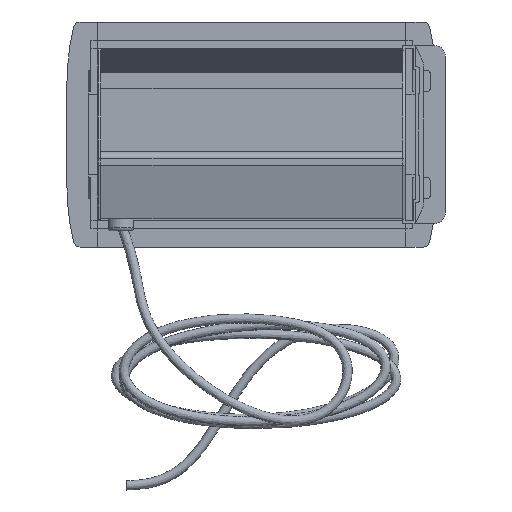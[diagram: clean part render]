
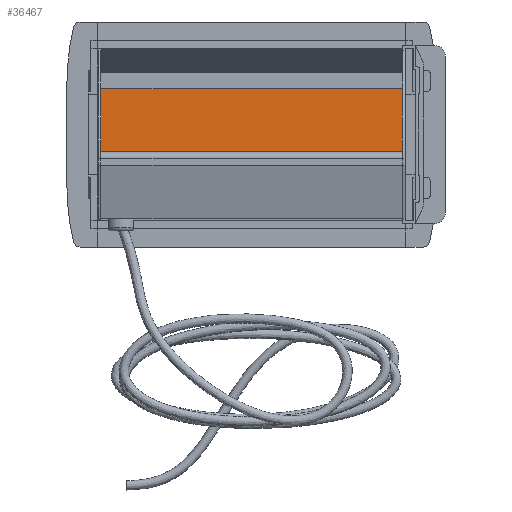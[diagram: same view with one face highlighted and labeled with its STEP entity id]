
A CAD part, front view. The second image highlights one B-rep face of the part: STEP entity #36467.
In plain terms, the highlighted planar face has unit normal (0, -1, 0).
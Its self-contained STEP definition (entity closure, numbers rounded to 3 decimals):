
#5627=FACE_OUTER_BOUND('',#8712,.T.);
#8712=EDGE_LOOP('',(#32431,#32432,#32433,#32434));
#11786=LINE('',#62520,#14902);
#11814=LINE('',#62578,#14930);
#11816=LINE('',#62582,#14932);
#11817=LINE('',#62583,#14933);
#14902=VECTOR('',#51124,10.);
#14930=VECTOR('',#51176,10.);
#14932=VECTOR('',#51180,10.);
#14933=VECTOR('',#51181,10.);
#18073=VERTEX_POINT('',#62517);
#18074=VERTEX_POINT('',#62519);
#18092=VERTEX_POINT('',#62577);
#18093=VERTEX_POINT('',#62581);
#22860=EDGE_CURVE('',#18074,#18073,#11786,.T.);
#22890=EDGE_CURVE('',#18074,#18092,#11814,.T.);
#22892=EDGE_CURVE('',#18073,#18093,#11816,.T.);
#22893=EDGE_CURVE('',#18093,#18092,#11817,.T.);
#32431=ORIENTED_EDGE('',*,*,#22860,.T.);
#32432=ORIENTED_EDGE('',*,*,#22892,.T.);
#32433=ORIENTED_EDGE('',*,*,#22893,.T.);
#32434=ORIENTED_EDGE('',*,*,#22890,.F.);
#34098=PLANE('',#40369);
#36467=ADVANCED_FACE('',(#5627),#34098,.T.);
#40369=AXIS2_PLACEMENT_3D('',#62580,#51178,#51179);
#51124=DIRECTION('',(0.,0.,-1.));
#51176=DIRECTION('',(1.,0.,0.));
#51178=DIRECTION('center_axis',(0.,-1.,0.));
#51179=DIRECTION('ref_axis',(0.,0.,-1.));
#51180=DIRECTION('',(1.,0.,0.));
#51181=DIRECTION('',(0.,0.,1.));
#62517=CARTESIAN_POINT('',(-112.5,-2.,-13.));
#62519=CARTESIAN_POINT('',(-112.5,-2.,34.));
#62520=CARTESIAN_POINT('',(-112.5,-2.,12.83));
#62577=CARTESIAN_POINT('',(112.5,-2.,34.));
#62578=CARTESIAN_POINT('',(0.,-2.,34.));
#62580=CARTESIAN_POINT('Origin',(0.,-2.,34.));
#62581=CARTESIAN_POINT('',(112.5,-2.,-13.));
#62582=CARTESIAN_POINT('',(0.,-2.,-13.));
#62583=CARTESIAN_POINT('',(112.5,-2.,12.83));
